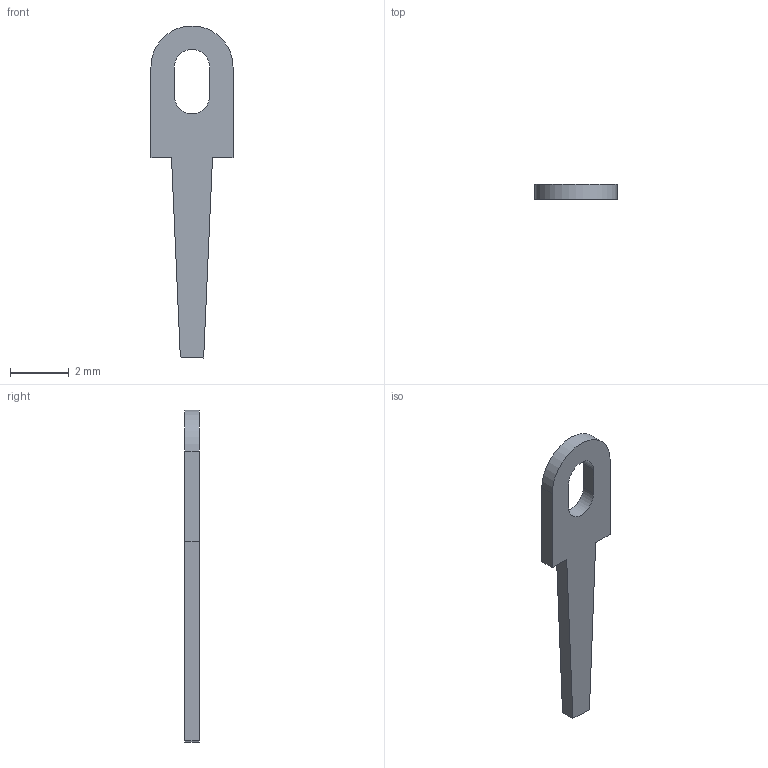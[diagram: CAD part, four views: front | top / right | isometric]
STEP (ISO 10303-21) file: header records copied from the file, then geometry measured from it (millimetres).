
FILE_DESCRIPTION((''),'2;1');
FILE_NAME('VOGT_1018.6.stp','2013-06-27T08:58:47',(''),(''),'Mechanical Desktop 2011','Mechanical Desktop 2011',', , ');
FILE_SCHEMA(('AUTOMOTIVE_DESIGN { 1 2 10303 214 1 1 1 1 }'));
Length unit declared in the file: millimetre
Products named in the file (1): Product
Bounding box: 2.8 x 0.5 x 11.34 mm (x, y, z)
Volume: 8.5 mm3; surface area: 50 mm2
Topology: 1 solids, 1 shells, 14 faces, 36 edges, 24 vertices
Faces by surface type: plane 11, cylinder 3
Entity records: 475 total; most frequent: CARTESIAN_POINT 75, DIRECTION 72, ORIENTED_EDGE 72, EDGE_CURVE 36, VECTOR 30, LINE 30, VERTEX_POINT 24, AXIS2_PLACEMENT_3D 21
